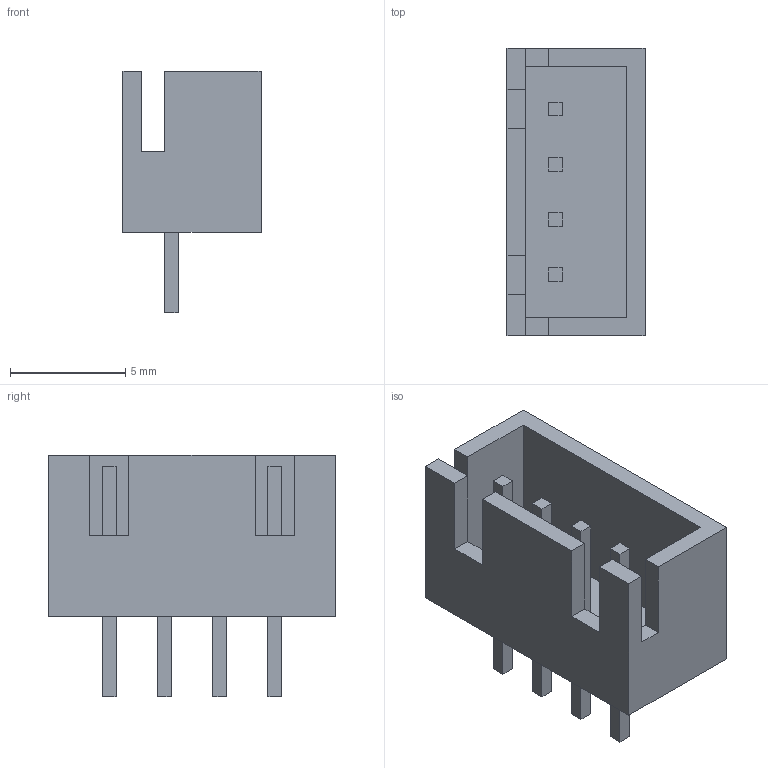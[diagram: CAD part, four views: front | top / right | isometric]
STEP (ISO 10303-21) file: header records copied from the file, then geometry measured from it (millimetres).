
FILE_DESCRIPTION(/* description */ (''),/* implementation_level */ '2;1');
FILE_NAME(/* name */ 'jst4pins.step',/* time_stamp */ '2023-09-07T17:14:10+03:00',/* author */ (''),/* organization */ (''),/* preprocessor_version */ 'ST-DEVELOPER v20',/* originating_system */ 'Autodesk Translation Framework v12.9.0.99',/* authorisation */ '');
FILE_SCHEMA (('AUTOMOTIVE_DESIGN { 1 0 10303 214 3 1 1 }'));
Length unit declared in the file: millimetre
Products named in the file (6): jst4bacak; Bileşen1; Bileşen2; Bileşen3; Bileşen4; Bileşen5
Assembly tree (5 placements, depth 2):
  jst4bacak
    Bileşen1
    Bileşen2
    Bileşen3
    Bileşen4
    Bileşen5
Bounding box: 6 x 12.5 x 10.5 mm (x, y, z)
Volume: 233.2 mm3; surface area: 706.4 mm2
Topology: 5 solids, 5 shells, 175 faces, 471 edges, 314 vertices
Faces by surface type: plane 93, bspline 82
Entity records: 6393 total; most frequent: CARTESIAN_POINT 2366, ORIENTED_EDGE 942, DIRECTION 517, EDGE_CURVE 471, VERTEX_POINT 314, LINE 307, VECTOR 307, EDGE_LOOP 183
